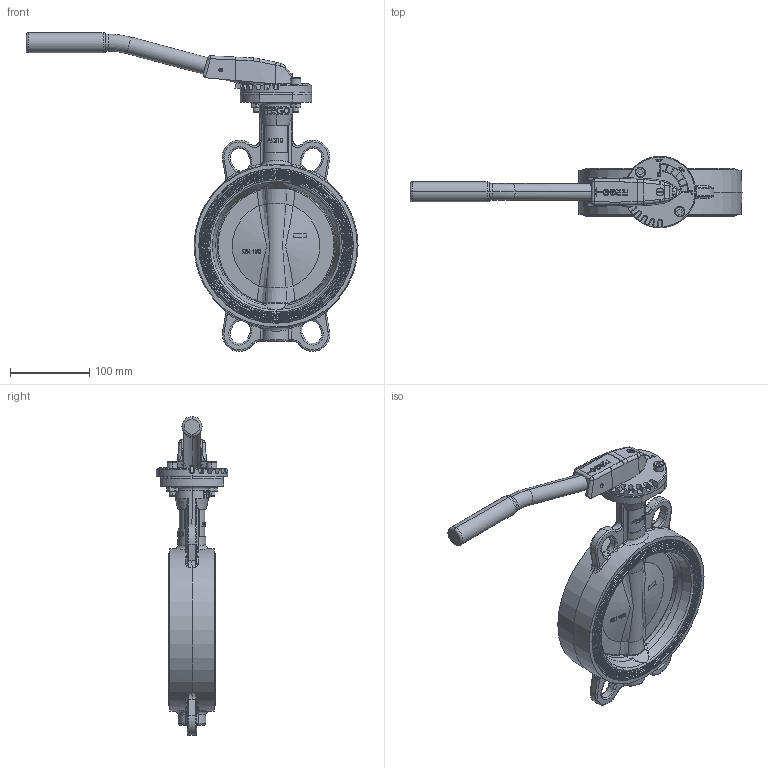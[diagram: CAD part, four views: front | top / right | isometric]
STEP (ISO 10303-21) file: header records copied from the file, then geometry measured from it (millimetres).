
FILE_DESCRIPTION (( 'STEP AP214' ), '1' );
FILE_NAME ('AK210 DN150.STEP', '2022-09-07T08:03:42', ( '' ), ( '' ), 'SwSTEP 2.0', 'SolidWorks 2022', '' );
FILE_SCHEMA (( 'AUTOMOTIVE_DESIGN' ));
Length unit declared in the file: millimetre
Products named in the file (1): AK210 DN150
Bounding box: 418.22 x 90 x 401.58 mm (x, y, z)
Surface area: 251094.8 mm2 (no closed solid volume)
Topology: 0 solids, 4 shells, 1651 faces, 4299 edges, 2719 vertices
Faces by surface type: plane 738, bspline 366, cylinder 308, cone 121, torus 108, sphere 10
Entity records: 82501 total; most frequent: CARTESIAN_POINT 45654, ORIENTED_EDGE 8520, DIRECTION 6372, EDGE_CURVE 4263, VERTEX_POINT 2719, AXIS2_PLACEMENT_3D 2242, LINE 1888, VECTOR 1888
